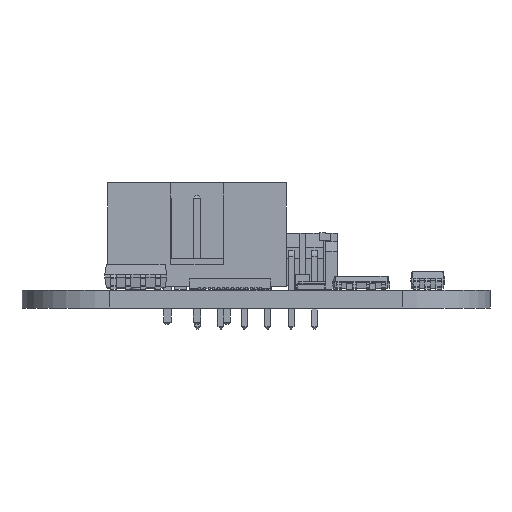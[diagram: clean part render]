
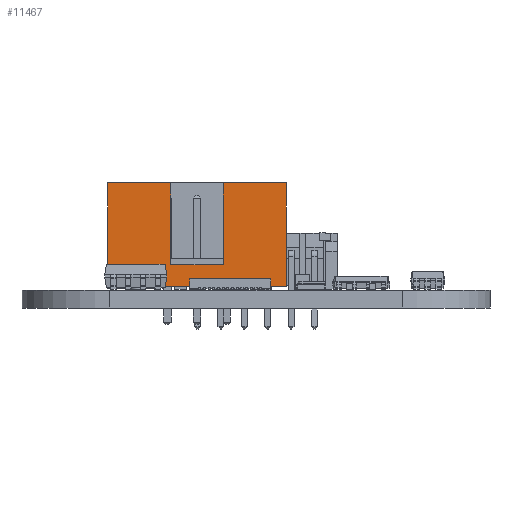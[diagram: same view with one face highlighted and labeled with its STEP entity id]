
A CAD part, left-side view. The second image highlights one B-rep face of the part: STEP entity #11467.
In plain terms, the highlighted planar face has unit normal (-1, 0, 0).
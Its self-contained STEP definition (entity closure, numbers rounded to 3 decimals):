
#11467 = ADVANCED_FACE('',(#11468),#11534,.T.);
#11468 = FACE_BOUND('',#11469,.T.);
#11469 = EDGE_LOOP('',(#11470,#11480,#11488,#11496,#11504,#11512,#11520,
    #11528));
#11470 = ORIENTED_EDGE('',*,*,#11471,.F.);
#11471 = EDGE_CURVE('',#11472,#11474,#11476,.T.);
#11472 = VERTEX_POINT('',#11473);
#11473 = CARTESIAN_POINT('',(-3.155,5.1,0.25));
#11474 = VERTEX_POINT('',#11475);
#11475 = CARTESIAN_POINT('',(-3.155,5.1,9.1));
#11476 = LINE('',#11477,#11478);
#11477 = CARTESIAN_POINT('',(-3.155,5.1,0.25));
#11478 = VECTOR('',#11479,1.);
#11479 = DIRECTION('',(0.,0.,1.));
#11480 = ORIENTED_EDGE('',*,*,#11481,.T.);
#11481 = EDGE_CURVE('',#11472,#11482,#11484,.T.);
#11482 = VERTEX_POINT('',#11483);
#11483 = CARTESIAN_POINT('',(-3.155,-10.18,0.25));
#11484 = LINE('',#11485,#11486);
#11485 = CARTESIAN_POINT('',(-3.155,5.1,0.25));
#11486 = VECTOR('',#11487,1.);
#11487 = DIRECTION('',(0.,-1.,0.));
#11488 = ORIENTED_EDGE('',*,*,#11489,.T.);
#11489 = EDGE_CURVE('',#11482,#11490,#11492,.T.);
#11490 = VERTEX_POINT('',#11491);
#11491 = CARTESIAN_POINT('',(-3.155,-10.18,9.1));
#11492 = LINE('',#11493,#11494);
#11493 = CARTESIAN_POINT('',(-3.155,-10.18,2.6));
#11494 = VECTOR('',#11495,1.);
#11495 = DIRECTION('',(0.,0.,1.));
#11496 = ORIENTED_EDGE('',*,*,#11497,.F.);
#11497 = EDGE_CURVE('',#11498,#11490,#11500,.T.);
#11498 = VERTEX_POINT('',#11499);
#11499 = CARTESIAN_POINT('',(-3.155,-4.79,9.1));
#11500 = LINE('',#11501,#11502);
#11501 = CARTESIAN_POINT('',(-3.155,5.1,9.1));
#11502 = VECTOR('',#11503,1.);
#11503 = DIRECTION('',(0.,-1.,0.));
#11504 = ORIENTED_EDGE('',*,*,#11505,.T.);
#11505 = EDGE_CURVE('',#11498,#11506,#11508,.T.);
#11506 = VERTEX_POINT('',#11507);
#11507 = CARTESIAN_POINT('',(-3.155,-4.79,2.1));
#11508 = LINE('',#11509,#11510);
#11509 = CARTESIAN_POINT('',(-3.155,-4.79,3.388));
#11510 = VECTOR('',#11511,1.);
#11511 = DIRECTION('',(0.,0.,-1.));
#11512 = ORIENTED_EDGE('',*,*,#11513,.T.);
#11513 = EDGE_CURVE('',#11506,#11514,#11516,.T.);
#11514 = VERTEX_POINT('',#11515);
#11515 = CARTESIAN_POINT('',(-3.155,-0.29,2.1));
#11516 = LINE('',#11517,#11518);
#11517 = CARTESIAN_POINT('',(-3.155,-2.54,2.1));
#11518 = VECTOR('',#11519,1.);
#11519 = DIRECTION('',(0.,1.,0.));
#11520 = ORIENTED_EDGE('',*,*,#11521,.T.);
#11521 = EDGE_CURVE('',#11514,#11522,#11524,.T.);
#11522 = VERTEX_POINT('',#11523);
#11523 = CARTESIAN_POINT('',(-3.155,-0.29,9.1));
#11524 = LINE('',#11525,#11526);
#11525 = CARTESIAN_POINT('',(-3.155,-0.29,3.388));
#11526 = VECTOR('',#11527,1.);
#11527 = DIRECTION('',(0.,0.,1.));
#11528 = ORIENTED_EDGE('',*,*,#11529,.F.);
#11529 = EDGE_CURVE('',#11474,#11522,#11530,.T.);
#11530 = LINE('',#11531,#11532);
#11531 = CARTESIAN_POINT('',(-3.155,5.1,9.1));
#11532 = VECTOR('',#11533,1.);
#11533 = DIRECTION('',(0.,-1.,0.));
#11534 = PLANE('',#11535);
#11535 = AXIS2_PLACEMENT_3D('',#11536,#11537,#11538);
#11536 = CARTESIAN_POINT('',(-3.155,-2.54,4.675));
#11537 = DIRECTION('',(-1.,-0.,-0.));
#11538 = DIRECTION('',(0.,0.,-1.));
